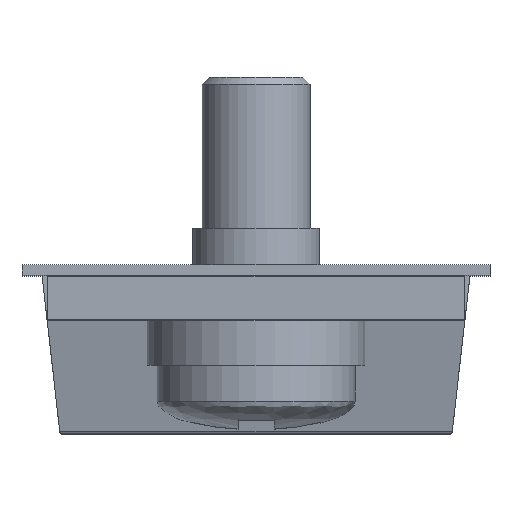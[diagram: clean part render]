
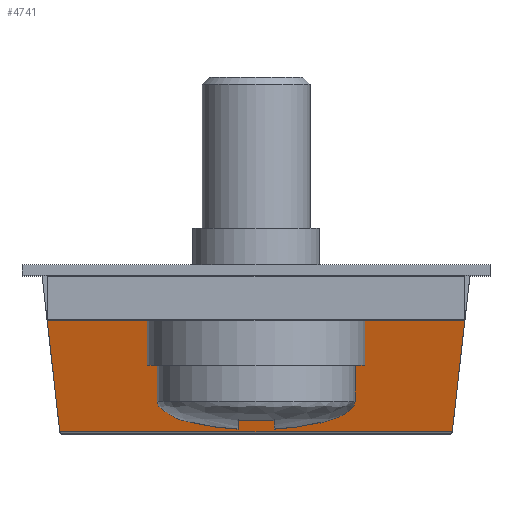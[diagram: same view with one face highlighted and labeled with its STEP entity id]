
A CAD part, top view. The second image highlights one B-rep face of the part: STEP entity #4741.
In plain terms, the highlighted planar face has unit normal (0, -0.222, 0.975).
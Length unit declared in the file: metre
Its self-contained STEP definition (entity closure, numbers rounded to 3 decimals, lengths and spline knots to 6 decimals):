
#251=CIRCLE('',#5291,0.000105);
#252=CIRCLE('',#5294,0.000105);
#831=ORIENTED_EDGE('',*,*,#2152,.T.);
#832=ORIENTED_EDGE('',*,*,#2158,.F.);
#833=ORIENTED_EDGE('',*,*,#2119,.T.);
#834=ORIENTED_EDGE('',*,*,#2120,.T.);
#835=ORIENTED_EDGE('',*,*,#2159,.F.);
#836=ORIENTED_EDGE('',*,*,#2160,.F.);
#837=ORIENTED_EDGE('',*,*,#2143,.T.);
#838=ORIENTED_EDGE('',*,*,#2148,.T.);
#2119=EDGE_CURVE('',#2803,#2805,#3199,.T.);
#2120=EDGE_CURVE('',#2805,#2806,#3200,.T.);
#2143=EDGE_CURVE('',#2822,#2820,#251,.T.);
#2148=EDGE_CURVE('',#2820,#2825,#3224,.T.);
#2152=EDGE_CURVE('',#2825,#2829,#252,.T.);
#2158=EDGE_CURVE('',#2803,#2829,#3232,.T.);
#2159=EDGE_CURVE('',#2832,#2806,#3233,.T.);
#2160=EDGE_CURVE('',#2822,#2832,#3234,.T.);
#2803=VERTEX_POINT('',#7680);
#2805=VERTEX_POINT('',#7684);
#2806=VERTEX_POINT('',#7688);
#2820=VERTEX_POINT('',#7743);
#2822=VERTEX_POINT('',#7746);
#2825=VERTEX_POINT('',#7776);
#2829=VERTEX_POINT('',#7796);
#2832=VERTEX_POINT('',#7810);
#3199=LINE('',#7685,#3566);
#3200=LINE('',#7687,#3567);
#3224=LINE('',#7778,#3591);
#3232=LINE('',#7808,#3599);
#3233=LINE('',#7809,#3600);
#3234=LINE('',#7811,#3601);
#3566=VECTOR('',#5974,1.);
#3567=VECTOR('',#5977,1.);
#3591=VECTOR('',#6021,1.);
#3599=VECTOR('',#6039,1.);
#3600=VECTOR('',#6040,1.);
#3601=VECTOR('',#6041,1.);
#3942=EDGE_LOOP('',(#831,#832,#833,#834,#835,#836,#837,#838));
#4295=FACE_BOUND('',#3942,.T.);
#4631=PLANE('',#5297);
#4741=ADVANCED_FACE('',(#4295),#4631,.T.);
#5291=AXIS2_PLACEMENT_3D('',#7745,#6015,#6016);
#5294=AXIS2_PLACEMENT_3D('',#7797,#6026,#6027);
#5297=AXIS2_PLACEMENT_3D('',#7807,#6037,#6038);
#5974=DIRECTION('',(-1.,0.,0.));
#5977=DIRECTION('',(-1.,0.,0.));
#6015=DIRECTION('',(0.,-0.222,0.975));
#6016=DIRECTION('',(-0.994,-0.107,-0.024));
#6021=DIRECTION('',(1.,0.,0.));
#6026=DIRECTION('',(0.,-0.222,0.975));
#6027=DIRECTION('',(0.976,-0.211,-0.048));
#6037=DIRECTION('',(0.,-0.222,0.975));
#6038=DIRECTION('',(1.,0.,0.));
#6039=DIRECTION('',(-0.11,-0.969,-0.22));
#6040=DIRECTION('',(1.,0.,0.));
#6041=DIRECTION('',(-0.11,0.969,0.22));
#7680=CARTESIAN_POINT('',(0.0058,0.0014,0.012447));
#7684=CARTESIAN_POINT('',(0.0035,0.0014,0.012447));
#7685=CARTESIAN_POINT('',(0.006582,0.0014,0.012447));
#7687=CARTESIAN_POINT('',(0.006582,0.0014,0.012447));
#7688=CARTESIAN_POINT('',(-0.0035,0.0014,0.012447));
#7743=CARTESIAN_POINT('',(-0.00545,-0.001672,0.011748));
#7745=CARTESIAN_POINT('',(-0.005348,-0.00165,0.011753));
#7746=CARTESIAN_POINT('',(-0.005452,-0.001661,0.011751));
#7776=CARTESIAN_POINT('',(0.00545,-0.001672,0.011748));
#7778=CARTESIAN_POINT('',(0.,-0.001672,0.011748));
#7796=CARTESIAN_POINT('',(0.005452,-0.001661,0.011751));
#7797=CARTESIAN_POINT('',(0.005348,-0.00165,0.011753));
#7807=CARTESIAN_POINT('',(0.006582,0.00265,0.012731));
#7808=CARTESIAN_POINT('',(0.005165,-0.004192,0.011176));
#7809=CARTESIAN_POINT('',(0.01,0.0014,0.012447));
#7810=CARTESIAN_POINT('',(-0.0058,0.0014,0.012447));
#7811=CARTESIAN_POINT('',(-0.006929,0.011339,0.014706));
